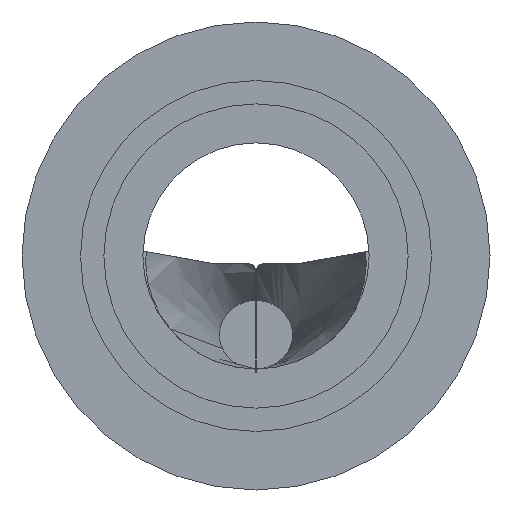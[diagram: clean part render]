
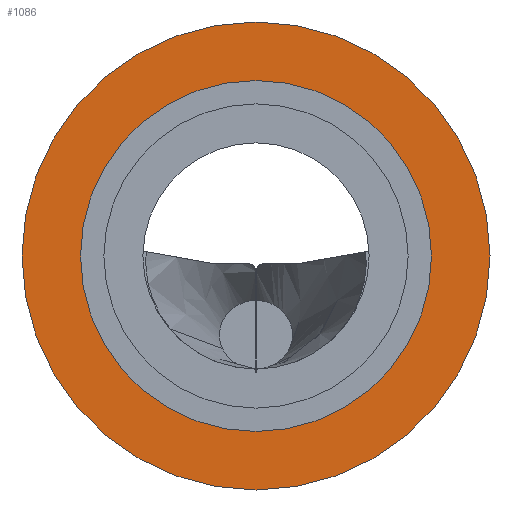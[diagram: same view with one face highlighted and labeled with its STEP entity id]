
A CAD part, front view. The second image highlights one B-rep face of the part: STEP entity #1086.
In plain terms, the highlighted planar face has unit normal (0, -1, 0).
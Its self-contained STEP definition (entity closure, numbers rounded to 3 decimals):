
#46 = EDGE_LOOP ( 'NONE', ( #1085, #2367 ) ) ;
#208 = VERTEX_POINT ( 'NONE', #1980 ) ;
#255 = DIRECTION ( 'NONE',  ( 0., 1., 0. ) ) ;
#273 = DIRECTION ( 'NONE',  ( 0., 0., 1. ) ) ;
#369 = EDGE_CURVE ( 'NONE', #1975, #208, #449, .T. ) ;
#391 = FACE_OUTER_BOUND ( 'NONE', #660, .T. ) ;
#449 = CIRCLE ( 'NONE', #2252, 3. ) ;
#453 = DIRECTION ( 'NONE',  ( 0., -1., 0. ) ) ;
#660 = EDGE_LOOP ( 'NONE', ( #1617, #957 ) ) ;
#688 = EDGE_CURVE ( 'NONE', #208, #1975, #1977, .T. ) ;
#811 = VERTEX_POINT ( 'NONE', #2027 ) ;
#924 = PLANE ( 'NONE',  #1981 ) ;
#957 = ORIENTED_EDGE ( 'NONE', *, *, #369, .F. ) ;
#1057 = CARTESIAN_POINT ( 'NONE',  ( 0., -11.4, 0. ) ) ;
#1085 = ORIENTED_EDGE ( 'NONE', *, *, #2198, .F. ) ;
#1086 = ADVANCED_FACE ( 'NONE', ( #1985, #391 ), #924, .F. ) ;
#1103 = DIRECTION ( 'NONE',  ( 0., 1., 0. ) ) ;
#1109 = VERTEX_POINT ( 'NONE', #1926 ) ;
#1116 = DIRECTION ( 'NONE',  ( 0., 1., 0. ) ) ;
#1296 = DIRECTION ( 'NONE',  ( 0., 0., 1. ) ) ;
#1308 = AXIS2_PLACEMENT_3D ( 'NONE', #2217, #1844, #1674 ) ;
#1420 = CARTESIAN_POINT ( 'NONE',  ( 0., -11.4, 0. ) ) ;
#1617 = ORIENTED_EDGE ( 'NONE', *, *, #688, .F. ) ;
#1674 = DIRECTION ( 'NONE',  ( 0., 0., -1. ) ) ;
#1759 = AXIS2_PLACEMENT_3D ( 'NONE', #2248, #1103, #1296 ) ;
#1844 = DIRECTION ( 'NONE',  ( 0., -1., 0. ) ) ;
#1873 = DIRECTION ( 'NONE',  ( 0., 0., 1. ) ) ;
#1913 = EDGE_CURVE ( 'NONE', #811, #1109, #2009, .T. ) ;
#1918 = AXIS2_PLACEMENT_3D ( 'NONE', #1057, #453, #1992 ) ;
#1926 = CARTESIAN_POINT ( 'NONE',  ( 0., -11.4, -2.25 ) ) ;
#1975 = VERTEX_POINT ( 'NONE', #2199 ) ;
#1977 = CIRCLE ( 'NONE', #1759, 3. ) ;
#1980 = CARTESIAN_POINT ( 'NONE',  ( 0., -11.4, 3. ) ) ;
#1981 = AXIS2_PLACEMENT_3D ( 'NONE', #2262, #1116, #1873 ) ;
#1985 = FACE_BOUND ( 'NONE', #46, .T. ) ;
#1992 = DIRECTION ( 'NONE',  ( 0., 0., -1. ) ) ;
#2009 = CIRCLE ( 'NONE', #1918, 2.25 ) ;
#2027 = CARTESIAN_POINT ( 'NONE',  ( 0., -11.4, 2.25 ) ) ;
#2198 = EDGE_CURVE ( 'NONE', #1109, #811, #2394, .T. ) ;
#2199 = CARTESIAN_POINT ( 'NONE',  ( 0., -11.4, -3. ) ) ;
#2217 = CARTESIAN_POINT ( 'NONE',  ( 0., -11.4, 0. ) ) ;
#2248 = CARTESIAN_POINT ( 'NONE',  ( 0., -11.4, 0. ) ) ;
#2252 = AXIS2_PLACEMENT_3D ( 'NONE', #1420, #255, #273 ) ;
#2262 = CARTESIAN_POINT ( 'NONE',  ( 0., -11.4, 0. ) ) ;
#2367 = ORIENTED_EDGE ( 'NONE', *, *, #1913, .F. ) ;
#2394 = CIRCLE ( 'NONE', #1308, 2.25 ) ;
